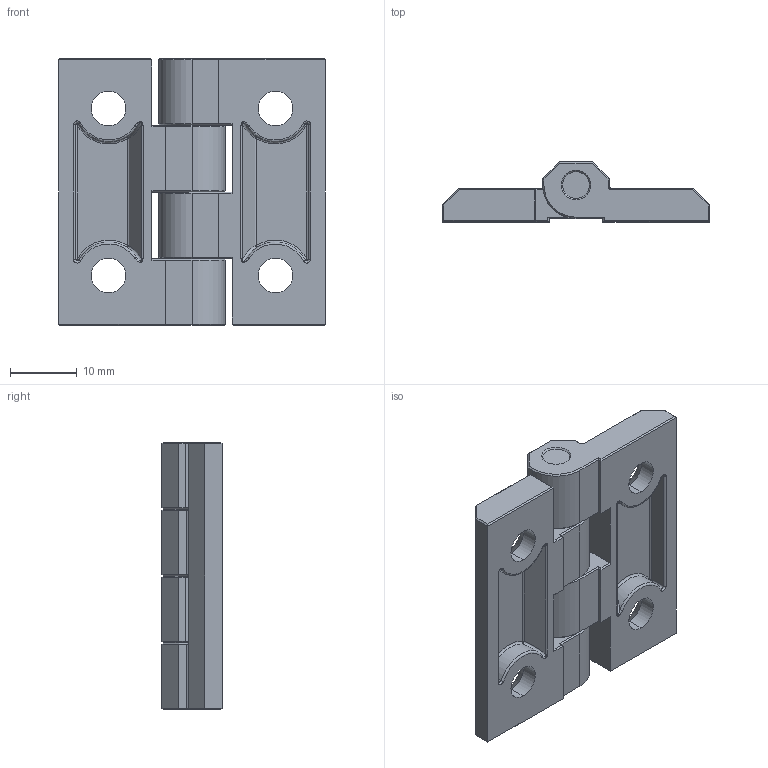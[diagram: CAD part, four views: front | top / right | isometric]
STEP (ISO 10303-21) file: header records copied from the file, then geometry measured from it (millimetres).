
FILE_DESCRIPTION (( 'STEP AP214' ), '1' );
FILE_NAME ('7226750', '2019-02-04T09:03:52', ( '' ), ('JUGARD+KÜNSTNER GmbH'), 'SwSTEP 2.0', 'SolidWorks 2017', '' );
FILE_SCHEMA (( 'AUTOMOTIVE_DESIGN' ));
Length unit declared in the file: millimetre
Products named in the file (4): 7226750_CNAJF00; Kopie von Achse_5^7226750; Kopie von 7226750^7226750; Kopie von 7226750_2^7226750
Assembly tree (3 placements, depth 2):
  7226750_CNAJF00
    Kopie von 7226750^7226750
    Kopie von 7226750_2^7226750
    Kopie von Achse_5^7226750
Bounding box: 40 x 9 x 40 mm (x, y, z)
Volume: 6916.4 mm3; surface area: 6063.2 mm2
Topology: 3 solids, 3 shells, 256 faces, 596 edges, 340 vertices
Faces by surface type: plane 144, cylinder 44, cone 40, bspline 28
Entity records: 8054 total; most frequent: CARTESIAN_POINT 2214, ORIENTED_EDGE 1184, DIRECTION 1176, EDGE_CURVE 592, LINE 412, VECTOR 412, AXIS2_PLACEMENT_3D 382, VERTEX_POINT 340
